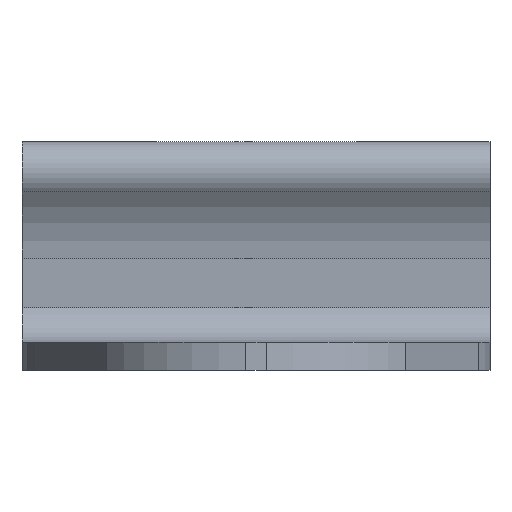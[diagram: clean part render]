
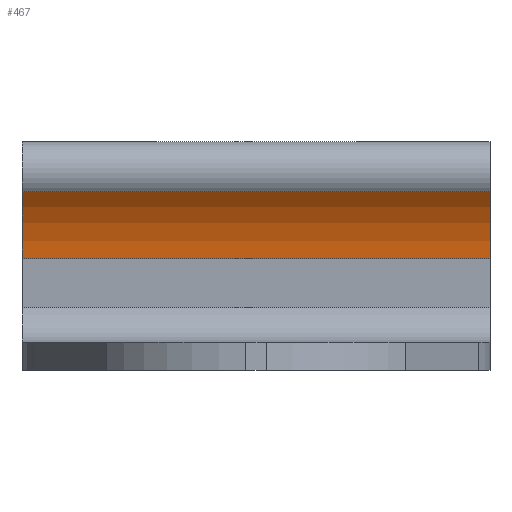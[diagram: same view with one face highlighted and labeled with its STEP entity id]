
A CAD part, front view. The second image highlights one B-rep face of the part: STEP entity #467.
In plain terms, the highlighted cylindrical face has radius 3.441 mm (diameter 6.882 mm), a partial arc.
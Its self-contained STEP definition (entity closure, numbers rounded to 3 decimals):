
#357 = ORIENTED_EDGE ( 'NONE', *, *, #440, .F. ) ;
#359 = ORIENTED_EDGE ( 'NONE', *, *, #484, .T. ) ;
#419 = ORIENTED_EDGE ( 'NONE', *, *, #458, .F. ) ;
#427 = VERTEX_POINT ( 'NONE', #1571 ) ;
#440 = EDGE_CURVE ( 'NONE', #460, #486, #1561, .T. ) ;
#443 = ORIENTED_EDGE ( 'NONE', *, *, #461, .T. ) ;
#458 = EDGE_CURVE ( 'NONE', #485, #460, #1600, .T. ) ;
#459 = EDGE_LOOP ( 'NONE', ( #443, #357, #419, #359 ) ) ;
#460 = VERTEX_POINT ( 'NONE', #1588 ) ;
#461 = EDGE_CURVE ( 'NONE', #427, #486, #1421, .T. ) ;
#467 = ADVANCED_FACE ( 'NONE', ( #1591 ), #1493, .F. ) ;
#484 = EDGE_CURVE ( 'NONE', #485, #427, #1483, .T. ) ;
#485 = VERTEX_POINT ( 'NONE', #1615 ) ;
#486 = VERTEX_POINT ( 'NONE', #1616 ) ;
#1409 = DIRECTION ( 'NONE',  ( -1., 0., 0. ) ) ;
#1420 = CARTESIAN_POINT ( 'NONE',  ( -7., -20.827, -2.422 ) ) ;
#1421 = CIRCLE ( 'NONE', #1435, 3.441 ) ;
#1435 = AXIS2_PLACEMENT_3D ( 'NONE', #1420, #1409, #1449 ) ;
#1449 = DIRECTION ( 'NONE',  ( 0., 0., 1. ) ) ;
#1473 = CARTESIAN_POINT ( 'NONE',  ( 7., -18.153, -0.257 ) ) ;
#1479 = DIRECTION ( 'NONE',  ( -1., 0., 0. ) ) ;
#1482 = VECTOR ( 'NONE', #1479, 1000. ) ;
#1483 = LINE ( 'NONE', #1473, #1482 ) ;
#1493 = CYLINDRICAL_SURFACE ( 'NONE', #1502, 3.441 ) ;
#1494 = DIRECTION ( 'NONE',  ( -1., 0., 0. ) ) ;
#1501 = CARTESIAN_POINT ( 'NONE',  ( 7., -20.827, -2.422 ) ) ;
#1502 = AXIS2_PLACEMENT_3D ( 'NONE', #1501, #1494, #1504 ) ;
#1504 = DIRECTION ( 'NONE',  ( 0., 0., 1. ) ) ;
#1552 = CARTESIAN_POINT ( 'NONE',  ( 7., -17.391, -2.25 ) ) ;
#1561 = LINE ( 'NONE', #1552, #1580 ) ;
#1571 = CARTESIAN_POINT ( 'NONE',  ( -7., -18.153, -0.257 ) ) ;
#1579 = DIRECTION ( 'NONE',  ( -1., 0., 0. ) ) ;
#1580 = VECTOR ( 'NONE', #1579, 1000. ) ;
#1588 = CARTESIAN_POINT ( 'NONE',  ( 7., -17.391, -2.25 ) ) ;
#1591 = FACE_OUTER_BOUND ( 'NONE', #459, .T. ) ;
#1592 = DIRECTION ( 'NONE',  ( 0., 0., 1. ) ) ;
#1593 = DIRECTION ( 'NONE',  ( -1., 0., 0. ) ) ;
#1594 = CARTESIAN_POINT ( 'NONE',  ( 7., -20.827, -2.422 ) ) ;
#1595 = AXIS2_PLACEMENT_3D ( 'NONE', #1594, #1593, #1592 ) ;
#1600 = CIRCLE ( 'NONE', #1595, 3.441 ) ;
#1615 = CARTESIAN_POINT ( 'NONE',  ( 7., -18.153, -0.257 ) ) ;
#1616 = CARTESIAN_POINT ( 'NONE',  ( -7., -17.391, -2.25 ) ) ;
